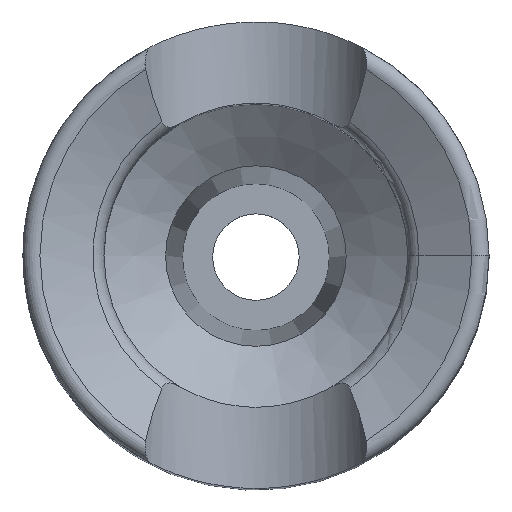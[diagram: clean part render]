
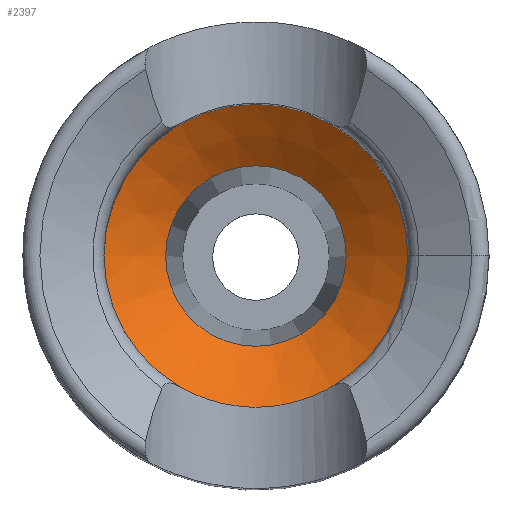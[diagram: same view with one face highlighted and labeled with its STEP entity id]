
A CAD part, top view. The second image highlights one B-rep face of the part: STEP entity #2397.
In plain terms, the highlighted conical face has half-angle 53.807 degrees and reference radius 6 mm.
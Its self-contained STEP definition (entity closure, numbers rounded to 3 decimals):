
#1111 = CYLINDRICAL_SURFACE('',#1112,10.1);
#1112 = AXIS2_PLACEMENT_3D('',#1113,#1114,#1115);
#1113 = CARTESIAN_POINT('',(0.,0.,44.3));
#1114 = DIRECTION('',(0.,0.,1.));
#1115 = DIRECTION('',(1.,0.,0.));
#2196 = VERTEX_POINT('',#2197);
#2197 = CARTESIAN_POINT('',(10.1,0.,44.3));
#2218 = EDGE_CURVE('',#2196,#2196,#2219,.T.);
#2219 = SURFACE_CURVE('',#2220,(#2225,#2232),.PCURVE_S1.);
#2220 = CIRCLE('',#2221,10.1);
#2221 = AXIS2_PLACEMENT_3D('',#2222,#2223,#2224);
#2222 = CARTESIAN_POINT('',(0.,0.,44.3));
#2223 = DIRECTION('',(0.,0.,-1.));
#2224 = DIRECTION('',(1.,0.,0.));
#2225 = PCURVE('',#1111,#2226);
#2226 = DEFINITIONAL_REPRESENTATION('',(#2227),#2231);
#2227 = LINE('',#2228,#2229);
#2228 = CARTESIAN_POINT('',(-0.,0.));
#2229 = VECTOR('',#2230,1.);
#2230 = DIRECTION('',(-1.,0.));
#2231 = ( GEOMETRIC_REPRESENTATION_CONTEXT(2) 
PARAMETRIC_REPRESENTATION_CONTEXT() REPRESENTATION_CONTEXT('2D SPACE',''
  ) );
#2232 = PCURVE('',#2233,#2238);
#2233 = CONICAL_SURFACE('',#2234,6.,0.939);
#2234 = AXIS2_PLACEMENT_3D('',#2235,#2236,#2237);
#2235 = CARTESIAN_POINT('',(0.,0.,41.3));
#2236 = DIRECTION('',(0.,0.,1.));
#2237 = DIRECTION('',(1.,0.,0.));
#2238 = DEFINITIONAL_REPRESENTATION('',(#2239),#2243);
#2239 = LINE('',#2240,#2241);
#2240 = CARTESIAN_POINT('',(-0.,3.));
#2241 = VECTOR('',#2242,1.);
#2242 = DIRECTION('',(-1.,0.));
#2243 = ( GEOMETRIC_REPRESENTATION_CONTEXT(2) 
PARAMETRIC_REPRESENTATION_CONTEXT() REPRESENTATION_CONTEXT('2D SPACE',''
  ) );
#2397 = ADVANCED_FACE('',(#2398),#2233,.F.);
#2398 = FACE_BOUND('',#2399,.T.);
#2399 = EDGE_LOOP('',(#2400,#2429,#2450,#2451));
#2400 = ORIENTED_EDGE('',*,*,#2401,.T.);
#2401 = EDGE_CURVE('',#2402,#2402,#2404,.T.);
#2402 = VERTEX_POINT('',#2403);
#2403 = CARTESIAN_POINT('',(6.,0.,41.3));
#2404 = SURFACE_CURVE('',#2405,(#2410,#2417),.PCURVE_S1.);
#2405 = CIRCLE('',#2406,6.);
#2406 = AXIS2_PLACEMENT_3D('',#2407,#2408,#2409);
#2407 = CARTESIAN_POINT('',(0.,0.,41.3));
#2408 = DIRECTION('',(0.,0.,-1.));
#2409 = DIRECTION('',(1.,0.,0.));
#2410 = PCURVE('',#2233,#2411);
#2411 = DEFINITIONAL_REPRESENTATION('',(#2412),#2416);
#2412 = LINE('',#2413,#2414);
#2413 = CARTESIAN_POINT('',(-0.,0.));
#2414 = VECTOR('',#2415,1.);
#2415 = DIRECTION('',(-1.,0.));
#2416 = ( GEOMETRIC_REPRESENTATION_CONTEXT(2) 
PARAMETRIC_REPRESENTATION_CONTEXT() REPRESENTATION_CONTEXT('2D SPACE',''
  ) );
#2417 = PCURVE('',#2418,#2423);
#2418 = CONICAL_SURFACE('',#2419,4.875,0.029);
#2419 = AXIS2_PLACEMENT_3D('',#2420,#2421,#2422);
#2420 = CARTESIAN_POINT('',(0.,0.,2.));
#2421 = DIRECTION('',(0.,0.,1.));
#2422 = DIRECTION('',(1.,0.,0.));
#2423 = DEFINITIONAL_REPRESENTATION('',(#2424),#2428);
#2424 = LINE('',#2425,#2426);
#2425 = CARTESIAN_POINT('',(-0.,39.3));
#2426 = VECTOR('',#2427,1.);
#2427 = DIRECTION('',(-1.,0.));
#2428 = ( GEOMETRIC_REPRESENTATION_CONTEXT(2) 
PARAMETRIC_REPRESENTATION_CONTEXT() REPRESENTATION_CONTEXT('2D SPACE',''
  ) );
#2429 = ORIENTED_EDGE('',*,*,#2430,.T.);
#2430 = EDGE_CURVE('',#2402,#2196,#2431,.T.);
#2431 = SEAM_CURVE('',#2432,(#2436,#2443),.PCURVE_S1.);
#2432 = LINE('',#2433,#2434);
#2433 = CARTESIAN_POINT('',(6.,0.,41.3));
#2434 = VECTOR('',#2435,1.);
#2435 = DIRECTION('',(0.807,0.,0.591)
  );
#2436 = PCURVE('',#2233,#2437);
#2437 = DEFINITIONAL_REPRESENTATION('',(#2438),#2442);
#2438 = LINE('',#2439,#2440);
#2439 = CARTESIAN_POINT('',(-0.,0.));
#2440 = VECTOR('',#2441,1.);
#2441 = DIRECTION('',(-0.,1.));
#2442 = ( GEOMETRIC_REPRESENTATION_CONTEXT(2) 
PARAMETRIC_REPRESENTATION_CONTEXT() REPRESENTATION_CONTEXT('2D SPACE',''
  ) );
#2443 = PCURVE('',#2233,#2444);
#2444 = DEFINITIONAL_REPRESENTATION('',(#2445),#2449);
#2445 = LINE('',#2446,#2447);
#2446 = CARTESIAN_POINT('',(-6.283,0.));
#2447 = VECTOR('',#2448,1.);
#2448 = DIRECTION('',(-0.,1.));
#2449 = ( GEOMETRIC_REPRESENTATION_CONTEXT(2) 
PARAMETRIC_REPRESENTATION_CONTEXT() REPRESENTATION_CONTEXT('2D SPACE',''
  ) );
#2450 = ORIENTED_EDGE('',*,*,#2218,.F.);
#2451 = ORIENTED_EDGE('',*,*,#2430,.F.);
